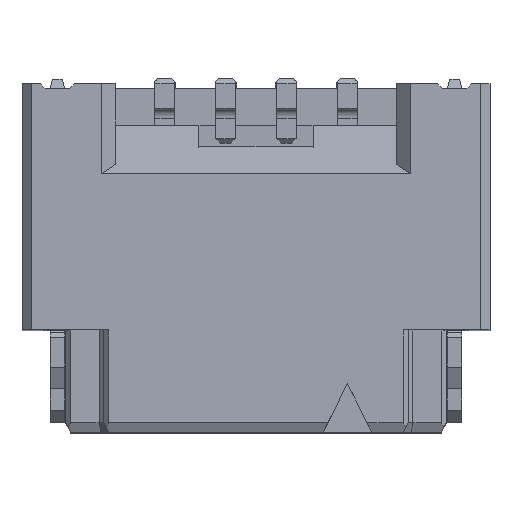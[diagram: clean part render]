
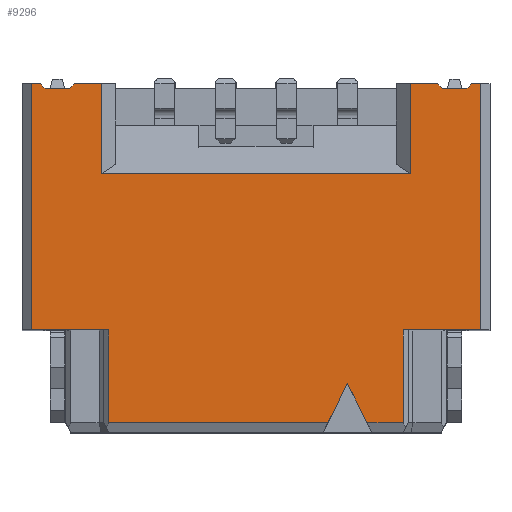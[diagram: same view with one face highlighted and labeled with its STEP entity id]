
A CAD part, top view. The second image highlights one B-rep face of the part: STEP entity #9296.
In plain terms, the highlighted planar face has unit normal (0, 0, 1).
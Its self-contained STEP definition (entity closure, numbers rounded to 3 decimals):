
#196=FACE_OUTER_BOUND('',#688,.T.);
#688=EDGE_LOOP('',(#6082,#6083,#6084,#6085,#6086,#6087,#6088,#6089,#6090,
#6091,#6092,#6093,#6094,#6095,#6096,#6097,#6098,#6099,#6100,#6101,#6102,
#6103,#6104));
#1199=LINE('',#12893,#2490);
#1200=LINE('',#12896,#2491);
#1204=LINE('',#12905,#2495);
#1205=LINE('',#12907,#2496);
#1206=LINE('',#12909,#2497);
#1207=LINE('',#12911,#2498);
#1208=LINE('',#12913,#2499);
#1209=LINE('',#12915,#2500);
#1210=LINE('',#12917,#2501);
#1211=LINE('',#12919,#2502);
#1212=LINE('',#12921,#2503);
#1213=LINE('',#12923,#2504);
#1214=LINE('',#12925,#2505);
#1215=LINE('',#12927,#2506);
#1216=LINE('',#12929,#2507);
#1217=LINE('',#12931,#2508);
#1218=LINE('',#12933,#2509);
#1219=LINE('',#12935,#2510);
#1220=LINE('',#12937,#2511);
#1221=LINE('',#12938,#2512);
#1222=LINE('',#12940,#2513);
#1223=LINE('',#12942,#2514);
#1224=LINE('',#12943,#2515);
#2490=VECTOR('',#10406,4.495);
#2491=VECTOR('',#10409,1.9);
#2495=VECTOR('',#10415,1.9);
#2496=VECTOR('',#10416,1.58);
#2497=VECTOR('',#10417,5.05);
#2498=VECTOR('',#10418,0.175);
#2499=VECTOR('',#10419,0.141);
#2500=VECTOR('',#10420,0.5);
#2501=VECTOR('',#10421,0.141);
#2502=VECTOR('',#10422,0.55);
#2503=VECTOR('',#10423,1.85);
#2504=VECTOR('',#10424,6.35);
#2505=VECTOR('',#10425,1.85);
#2506=VECTOR('',#10426,0.55);
#2507=VECTOR('',#10427,0.141);
#2508=VECTOR('',#10428,0.5);
#2509=VECTOR('',#10429,0.141);
#2510=VECTOR('',#10430,0.175);
#2511=VECTOR('',#10431,5.05);
#2512=VECTOR('',#10432,1.58);
#2513=VECTOR('',#10433,0.894);
#2514=VECTOR('',#10434,0.894);
#2515=VECTOR('',#10435,0.745);
#3778=VERTEX_POINT('',#12885);
#3781=VERTEX_POINT('',#12891);
#3782=VERTEX_POINT('',#12895);
#3785=VERTEX_POINT('',#12903);
#3786=VERTEX_POINT('',#12904);
#3787=VERTEX_POINT('',#12906);
#3788=VERTEX_POINT('',#12908);
#3789=VERTEX_POINT('',#12910);
#3790=VERTEX_POINT('',#12912);
#3791=VERTEX_POINT('',#12914);
#3792=VERTEX_POINT('',#12916);
#3793=VERTEX_POINT('',#12918);
#3794=VERTEX_POINT('',#12920);
#3795=VERTEX_POINT('',#12922);
#3796=VERTEX_POINT('',#12924);
#3797=VERTEX_POINT('',#12926);
#3798=VERTEX_POINT('',#12928);
#3799=VERTEX_POINT('',#12930);
#3800=VERTEX_POINT('',#12932);
#3801=VERTEX_POINT('',#12934);
#3802=VERTEX_POINT('',#12936);
#3803=VERTEX_POINT('',#12939);
#3804=VERTEX_POINT('',#12941);
#4683=EDGE_CURVE('',#3778,#3781,#1199,.T.);
#4684=EDGE_CURVE('',#3778,#3782,#1200,.T.);
#4688=EDGE_CURVE('',#3785,#3786,#1204,.T.);
#4689=EDGE_CURVE('',#3785,#3787,#1205,.T.);
#4690=EDGE_CURVE('',#3788,#3787,#1206,.T.);
#4691=EDGE_CURVE('',#3789,#3788,#1207,.T.);
#4692=EDGE_CURVE('',#3789,#3790,#1208,.T.);
#4693=EDGE_CURVE('',#3790,#3791,#1209,.T.);
#4694=EDGE_CURVE('',#3791,#3792,#1210,.T.);
#4695=EDGE_CURVE('',#3793,#3792,#1211,.T.);
#4696=EDGE_CURVE('',#3794,#3793,#1212,.T.);
#4697=EDGE_CURVE('',#3795,#3794,#1213,.T.);
#4698=EDGE_CURVE('',#3795,#3796,#1214,.T.);
#4699=EDGE_CURVE('',#3796,#3797,#1215,.T.);
#4700=EDGE_CURVE('',#3797,#3798,#1216,.T.);
#4701=EDGE_CURVE('',#3799,#3798,#1217,.T.);
#4702=EDGE_CURVE('',#3799,#3800,#1218,.T.);
#4703=EDGE_CURVE('',#3800,#3801,#1219,.T.);
#4704=EDGE_CURVE('',#3801,#3802,#1220,.T.);
#4705=EDGE_CURVE('',#3802,#3782,#1221,.T.);
#4706=EDGE_CURVE('',#3781,#3803,#1222,.T.);
#4707=EDGE_CURVE('',#3803,#3804,#1223,.T.);
#4708=EDGE_CURVE('',#3804,#3786,#1224,.T.);
#6082=ORIENTED_EDGE('',*,*,#4688,.F.);
#6083=ORIENTED_EDGE('',*,*,#4689,.T.);
#6084=ORIENTED_EDGE('',*,*,#4690,.F.);
#6085=ORIENTED_EDGE('',*,*,#4691,.F.);
#6086=ORIENTED_EDGE('',*,*,#4692,.T.);
#6087=ORIENTED_EDGE('',*,*,#4693,.T.);
#6088=ORIENTED_EDGE('',*,*,#4694,.T.);
#6089=ORIENTED_EDGE('',*,*,#4695,.F.);
#6090=ORIENTED_EDGE('',*,*,#4696,.F.);
#6091=ORIENTED_EDGE('',*,*,#4697,.F.);
#6092=ORIENTED_EDGE('',*,*,#4698,.T.);
#6093=ORIENTED_EDGE('',*,*,#4699,.T.);
#6094=ORIENTED_EDGE('',*,*,#4700,.T.);
#6095=ORIENTED_EDGE('',*,*,#4701,.F.);
#6096=ORIENTED_EDGE('',*,*,#4702,.T.);
#6097=ORIENTED_EDGE('',*,*,#4703,.T.);
#6098=ORIENTED_EDGE('',*,*,#4704,.T.);
#6099=ORIENTED_EDGE('',*,*,#4705,.T.);
#6100=ORIENTED_EDGE('',*,*,#4684,.F.);
#6101=ORIENTED_EDGE('',*,*,#4683,.T.);
#6102=ORIENTED_EDGE('',*,*,#4706,.T.);
#6103=ORIENTED_EDGE('',*,*,#4707,.T.);
#6104=ORIENTED_EDGE('',*,*,#4708,.T.);
#8860=PLANE('',#9803);
#9296=ADVANCED_FACE('',(#196),#8860,.F.);
#9803=AXIS2_PLACEMENT_3D('',#12902,#10413,#10414);
#10406=DIRECTION('',(-1.,0.,0.));
#10409=DIRECTION('',(0.,-1.,0.));
#10413=DIRECTION('center_axis',(0.,0.,-1.));
#10414=DIRECTION('ref_axis',(-1.,0.,0.));
#10415=DIRECTION('',(0.,1.,0.));
#10416=DIRECTION('',(-1.,0.,0.));
#10417=DIRECTION('',(0.,1.,0.));
#10418=DIRECTION('',(-1.,0.,0.));
#10419=DIRECTION('',(0.707,0.707,0.));
#10420=DIRECTION('',(1.,0.,0.));
#10421=DIRECTION('',(0.707,-0.707,0.));
#10422=DIRECTION('',(-1.,0.,0.));
#10423=DIRECTION('',(0.,-1.,0.));
#10424=DIRECTION('',(-1.,0.,0.));
#10425=DIRECTION('',(0.,-1.,0.));
#10426=DIRECTION('',(1.,0.,0.));
#10427=DIRECTION('',(0.707,0.707,0.));
#10428=DIRECTION('',(-1.,0.,0.));
#10429=DIRECTION('',(0.707,-0.707,0.));
#10430=DIRECTION('',(1.,0.,0.));
#10431=DIRECTION('',(0.,1.,0.));
#10432=DIRECTION('',(-1.,0.,0.));
#10433=DIRECTION('',(-0.447,-0.894,0.));
#10434=DIRECTION('',(-0.447,0.894,0.));
#10435=DIRECTION('',(-1.,0.,0.));
#12885=CARTESIAN_POINT('',(116.717,-29.518,-482.834));
#12891=CARTESIAN_POINT('',(112.222,-29.518,-482.834));
#12893=CARTESIAN_POINT('',(116.717,-29.518,-482.834));
#12895=CARTESIAN_POINT('',(116.717,-31.418,-482.834));
#12896=CARTESIAN_POINT('',(116.717,-29.518,-482.834));
#12902=CARTESIAN_POINT('Origin',(108.913,-32.993,-482.834));
#12903=CARTESIAN_POINT('',(110.677,-31.418,-482.834));
#12904=CARTESIAN_POINT('',(110.677,-29.518,-482.834));
#12905=CARTESIAN_POINT('',(110.677,-31.418,-482.834));
#12906=CARTESIAN_POINT('',(109.097,-31.418,-482.834));
#12907=CARTESIAN_POINT('',(110.677,-31.418,-482.834));
#12908=CARTESIAN_POINT('',(109.097,-36.468,-482.834));
#12909=CARTESIAN_POINT('',(109.097,-36.468,-482.834));
#12910=CARTESIAN_POINT('',(109.272,-36.468,-482.834));
#12911=CARTESIAN_POINT('',(109.272,-36.468,-482.834));
#12912=CARTESIAN_POINT('',(109.372,-36.368,-482.834));
#12913=CARTESIAN_POINT('',(109.272,-36.468,-482.834));
#12914=CARTESIAN_POINT('',(109.872,-36.368,-482.834));
#12915=CARTESIAN_POINT('',(109.372,-36.368,-482.834));
#12916=CARTESIAN_POINT('',(109.972,-36.468,-482.834));
#12917=CARTESIAN_POINT('',(109.872,-36.368,-482.834));
#12918=CARTESIAN_POINT('',(110.522,-36.468,-482.834));
#12919=CARTESIAN_POINT('',(110.522,-36.468,-482.834));
#12920=CARTESIAN_POINT('',(110.522,-34.618,-482.834));
#12921=CARTESIAN_POINT('',(110.522,-34.618,-482.834));
#12922=CARTESIAN_POINT('',(116.872,-34.618,-482.834));
#12923=CARTESIAN_POINT('',(116.872,-34.618,-482.834));
#12924=CARTESIAN_POINT('',(116.872,-36.468,-482.834));
#12925=CARTESIAN_POINT('',(116.872,-34.618,-482.834));
#12926=CARTESIAN_POINT('',(117.422,-36.468,-482.834));
#12927=CARTESIAN_POINT('',(116.872,-36.468,-482.834));
#12928=CARTESIAN_POINT('',(117.522,-36.368,-482.834));
#12929=CARTESIAN_POINT('',(117.422,-36.468,-482.834));
#12930=CARTESIAN_POINT('',(118.022,-36.368,-482.834));
#12931=CARTESIAN_POINT('',(118.022,-36.368,-482.834));
#12932=CARTESIAN_POINT('',(118.122,-36.468,-482.834));
#12933=CARTESIAN_POINT('',(118.022,-36.368,-482.834));
#12934=CARTESIAN_POINT('',(118.297,-36.468,-482.834));
#12935=CARTESIAN_POINT('',(118.122,-36.468,-482.834));
#12936=CARTESIAN_POINT('',(118.297,-31.418,-482.834));
#12937=CARTESIAN_POINT('',(118.297,-36.468,-482.834));
#12938=CARTESIAN_POINT('',(118.297,-31.418,-482.834));
#12939=CARTESIAN_POINT('',(111.822,-30.318,-482.834));
#12940=CARTESIAN_POINT('',(112.222,-29.518,-482.834));
#12941=CARTESIAN_POINT('',(111.422,-29.518,-482.834));
#12942=CARTESIAN_POINT('',(111.822,-30.318,-482.834));
#12943=CARTESIAN_POINT('',(111.422,-29.518,-482.834));
